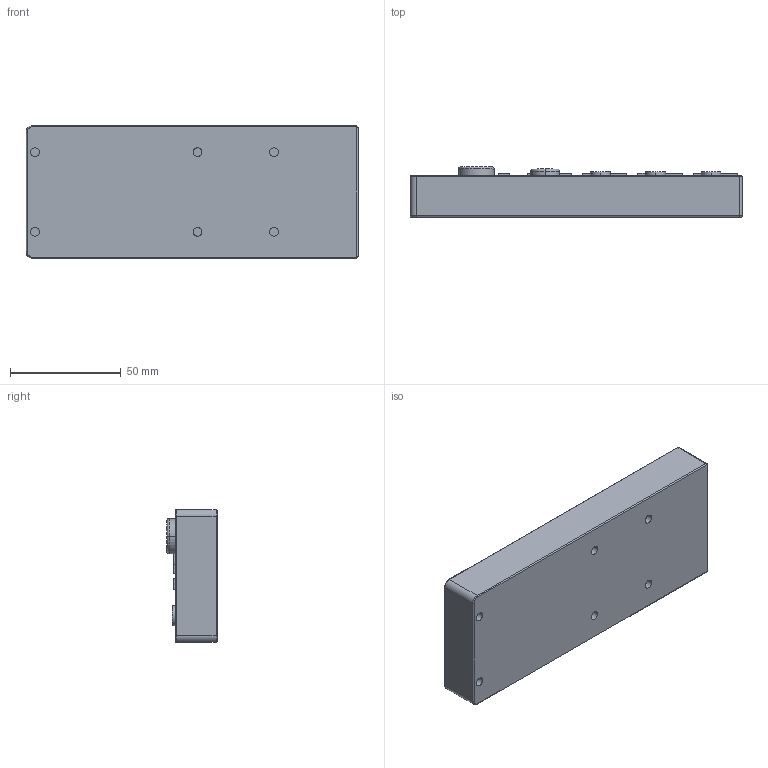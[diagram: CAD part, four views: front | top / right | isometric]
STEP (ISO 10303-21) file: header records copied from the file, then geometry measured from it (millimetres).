
FILE_DESCRIPTION((''),'2;1');
FILE_NAME('G2_D201270B','2005-12-15T',('Pepperl+Fuchs'),('Industriehansa'),'PRO/ENGINEER BY PARAMETRIC TECHNOLOGY CORPORATION, 2005290','PRO/ENGINEER BY PARAMETRIC TECHNOLOGY CORPORATION, 2005290','');
FILE_SCHEMA(('AUTOMOTIVE_DESIGN_CC2 { 1 2 10303 214 -1 1 5 2 }'));
Length unit declared in the file: millimetre
Products named in the file (1): G2_D201270B
Bounding box: 150 x 22.7 x 60 mm (x, y, z)
Volume: 168763.3 mm3; surface area: 29510 mm2
Topology: 1 solids, 1 shells, 141 faces, 304 edges, 196 vertices
Faces by surface type: plane 73, cylinder 56, torus 12
Entity records: 5340 total; most frequent: DIRECTION 714, CARTESIAN_POINT 641, ORIENTED_EDGE 608, PRESENTATION_STYLE_ASSIGNMENT 348, STYLED_ITEM 306, CURVE_STYLE 304, EDGE_CURVE 304, AXIS2_PLACEMENT_3D 269
